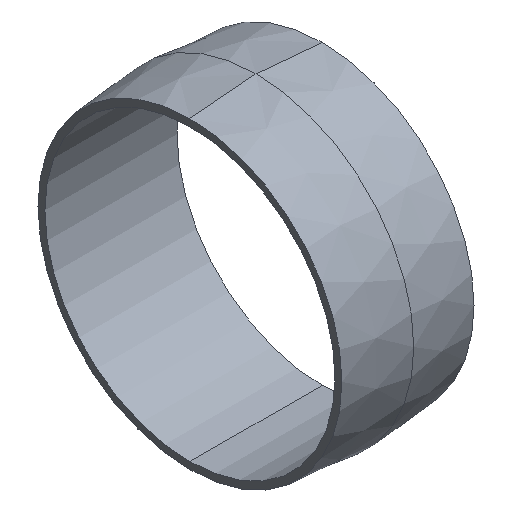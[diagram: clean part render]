
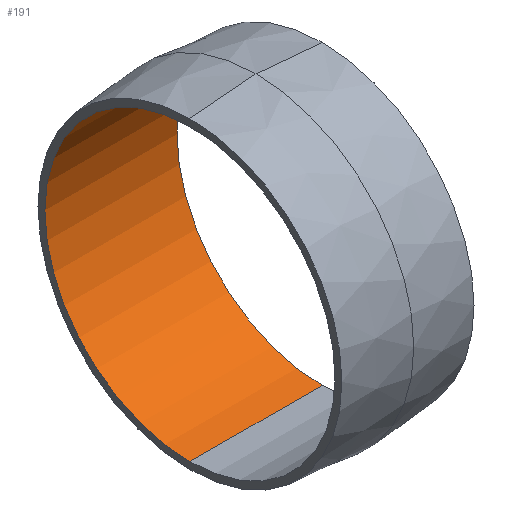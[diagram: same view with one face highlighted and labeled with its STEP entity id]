
A CAD part, isometric view. The second image highlights one B-rep face of the part: STEP entity #191.
In plain terms, the highlighted cylindrical face has radius 25.1 mm (diameter 50.2 mm), a partial arc.
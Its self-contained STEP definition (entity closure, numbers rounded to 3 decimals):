
#6 = VECTOR ( 'NONE', #185, 1000. ) ;
#13 = DIRECTION ( 'NONE',  ( -1., 0., 0. ) ) ;
#14 = DIRECTION ( 'NONE',  ( -1., 0., 0. ) ) ;
#39 = CARTESIAN_POINT ( 'NONE',  ( 0., 0., 0. ) ) ;
#50 = EDGE_CURVE ( 'NONE', #235, #200, #91, .T. ) ;
#53 = ORIENTED_EDGE ( 'NONE', *, *, #125, .F. ) ;
#54 = DIRECTION ( 'NONE',  ( -1., 0., 0. ) ) ;
#57 = EDGE_CURVE ( 'NONE', #178, #141, #144, .T. ) ;
#72 = ORIENTED_EDGE ( 'NONE', *, *, #50, .T. ) ;
#91 = LINE ( 'NONE', #238, #230 ) ;
#93 = DIRECTION ( 'NONE',  ( -1., 0., 0. ) ) ;
#94 = FACE_OUTER_BOUND ( 'NONE', #136, .T. ) ;
#100 = CIRCLE ( 'NONE', #150, 25.1 ) ;
#110 = ORIENTED_EDGE ( 'NONE', *, *, #57, .F. ) ;
#113 = DIRECTION ( 'NONE',  ( 0., 0., 1. ) ) ;
#114 = CARTESIAN_POINT ( 'NONE',  ( 0., 0., -25.1 ) ) ;
#120 = EDGE_CURVE ( 'NONE', #200, #141, #100, .T. ) ;
#124 = ORIENTED_EDGE ( 'NONE', *, *, #120, .T. ) ;
#125 = EDGE_CURVE ( 'NONE', #235, #178, #163, .T. ) ;
#131 = CARTESIAN_POINT ( 'NONE',  ( -11.43, 0., 25.1 ) ) ;
#135 = AXIS2_PLACEMENT_3D ( 'NONE', #166, #13, #249 ) ;
#136 = EDGE_LOOP ( 'NONE', ( #110, #53, #72, #124 ) ) ;
#137 = AXIS2_PLACEMENT_3D ( 'NONE', #39, #54, #244 ) ;
#141 = VERTEX_POINT ( 'NONE', #159 ) ;
#144 = LINE ( 'NONE', #114, #6 ) ;
#147 = CARTESIAN_POINT ( 'NONE',  ( 11.43, 0., -25.1 ) ) ;
#150 = AXIS2_PLACEMENT_3D ( 'NONE', #245, #93, #113 ) ;
#159 = CARTESIAN_POINT ( 'NONE',  ( -11.43, 0., -25.1 ) ) ;
#163 = CIRCLE ( 'NONE', #135, 25.1 ) ;
#165 = CYLINDRICAL_SURFACE ( 'NONE', #137, 25.1 ) ;
#166 = CARTESIAN_POINT ( 'NONE',  ( 11.43, 0., 0. ) ) ;
#178 = VERTEX_POINT ( 'NONE', #147 ) ;
#185 = DIRECTION ( 'NONE',  ( -1., 0., 0. ) ) ;
#189 = CARTESIAN_POINT ( 'NONE',  ( 11.43, 0., 25.1 ) ) ;
#191 = ADVANCED_FACE ( 'NONE', ( #94 ), #165, .F. ) ;
#200 = VERTEX_POINT ( 'NONE', #131 ) ;
#230 = VECTOR ( 'NONE', #14, 1000. ) ;
#235 = VERTEX_POINT ( 'NONE', #189 ) ;
#238 = CARTESIAN_POINT ( 'NONE',  ( 0., 0., 25.1 ) ) ;
#244 = DIRECTION ( 'NONE',  ( 0., 0., 1. ) ) ;
#245 = CARTESIAN_POINT ( 'NONE',  ( -11.43, 0., 0. ) ) ;
#249 = DIRECTION ( 'NONE',  ( 0., 0., 1. ) ) ;
